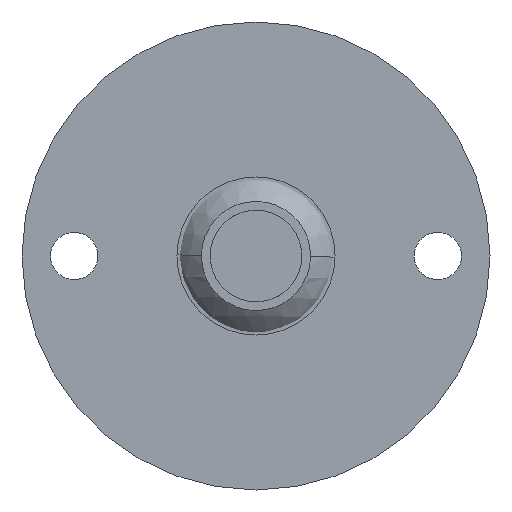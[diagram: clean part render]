
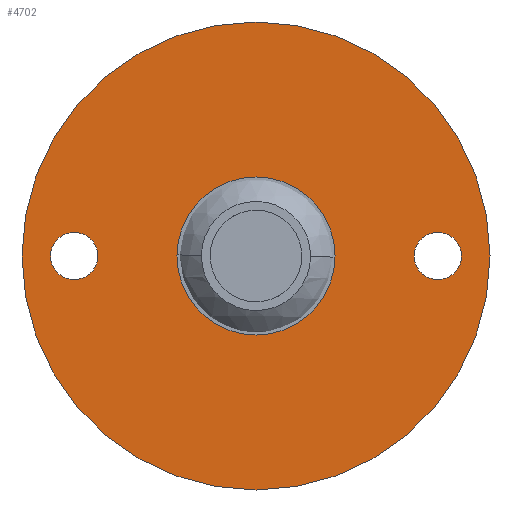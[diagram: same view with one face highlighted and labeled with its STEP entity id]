
A CAD part, front view. The second image highlights one B-rep face of the part: STEP entity #4702.
In plain terms, the highlighted planar face has unit normal (0, -1, 0).
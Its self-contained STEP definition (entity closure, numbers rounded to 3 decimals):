
#14 = ORIENTED_EDGE ( 'NONE', *, *, #5978, .F. ) ;
#452 = CARTESIAN_POINT ( 'NONE',  ( 11.5, 0., 1.5 ) ) ;
#1172 = DIRECTION ( 'NONE',  ( 0., -1., 0. ) ) ;
#1254 = EDGE_LOOP ( 'NONE', ( #14, #4703 ) ) ;
#1585 = EDGE_LOOP ( 'NONE', ( #6190, #8474 ) ) ;
#1659 = ORIENTED_EDGE ( 'NONE', *, *, #3760, .F. ) ;
#1678 = CARTESIAN_POINT ( 'NONE',  ( 11.5, 0., -1.5 ) ) ;
#1686 = EDGE_CURVE ( 'NONE', #5361, #4134, #7907, .T. ) ;
#1759 = EDGE_CURVE ( 'NONE', #4325, #2290, #3865, .T. ) ;
#1823 = CARTESIAN_POINT ( 'NONE',  ( -11.5, 0., -1.5 ) ) ;
#1863 = CARTESIAN_POINT ( 'NONE',  ( 0., 0., 14.8 ) ) ;
#1986 = ORIENTED_EDGE ( 'NONE', *, *, #5152, .F. ) ;
#1994 = DIRECTION ( 'NONE',  ( 0., 0., 1. ) ) ;
#2234 = FACE_BOUND ( 'NONE', #6469, .T. ) ;
#2290 = VERTEX_POINT ( 'NONE', #1823 ) ;
#2455 = CIRCLE ( 'NONE', #7959, 1.5 ) ;
#2769 = VERTEX_POINT ( 'NONE', #452 ) ;
#2858 = CIRCLE ( 'NONE', #4609, 14.8 ) ;
#2921 = CARTESIAN_POINT ( 'NONE',  ( -11.5, 0., 1.5 ) ) ;
#3059 = VERTEX_POINT ( 'NONE', #1678 ) ;
#3073 = AXIS2_PLACEMENT_3D ( 'NONE', #5674, #6350, #5740 ) ;
#3116 = CARTESIAN_POINT ( 'NONE',  ( 0., 0., 0. ) ) ;
#3157 = DIRECTION ( 'NONE',  ( 0., 0., -1. ) ) ;
#3578 = AXIS2_PLACEMENT_3D ( 'NONE', #5542, #1172, #1994 ) ;
#3583 = FACE_BOUND ( 'NONE', #1254, .T. ) ;
#3596 = DIRECTION ( 'NONE',  ( 0., -1., 0. ) ) ;
#3760 = EDGE_CURVE ( 'NONE', #2769, #3059, #4537, .T. ) ;
#3865 = CIRCLE ( 'NONE', #3578, 1.5 ) ;
#4110 = CARTESIAN_POINT ( 'NONE',  ( 0., 0., 0. ) ) ;
#4134 = VERTEX_POINT ( 'NONE', #6758 ) ;
#4224 = DIRECTION ( 'NONE',  ( 0., 0., -1. ) ) ;
#4325 = VERTEX_POINT ( 'NONE', #2921 ) ;
#4407 = AXIS2_PLACEMENT_3D ( 'NONE', #3116, #4686, #5394 ) ;
#4537 = CIRCLE ( 'NONE', #5701, 1.5 ) ;
#4609 = AXIS2_PLACEMENT_3D ( 'NONE', #8996, #6080, #3157 ) ;
#4686 = DIRECTION ( 'NONE',  ( 0., -1., 0. ) ) ;
#4702 = ADVANCED_FACE ( 'NONE', ( #8846, #3583, #5319, #2234 ), #8605, .T. ) ;
#4703 = ORIENTED_EDGE ( 'NONE', *, *, #1759, .F. ) ;
#4792 = CARTESIAN_POINT ( 'NONE',  ( 0., 0., -14.8 ) ) ;
#4869 = DIRECTION ( 'NONE',  ( 0., 0., -1. ) ) ;
#4979 = CIRCLE ( 'NONE', #4407, 5. ) ;
#5152 = EDGE_CURVE ( 'NONE', #3059, #2769, #2455, .T. ) ;
#5319 = FACE_OUTER_BOUND ( 'NONE', #1585, .T. ) ;
#5361 = VERTEX_POINT ( 'NONE', #6810 ) ;
#5394 = DIRECTION ( 'NONE',  ( 0., 0., -1. ) ) ;
#5500 = CARTESIAN_POINT ( 'NONE',  ( -11.5, 0., 0. ) ) ;
#5542 = CARTESIAN_POINT ( 'NONE',  ( -11.5, 0., 0. ) ) ;
#5562 = EDGE_CURVE ( 'NONE', #4134, #5361, #4979, .T. ) ;
#5674 = CARTESIAN_POINT ( 'NONE',  ( 0., 0., 0. ) ) ;
#5701 = AXIS2_PLACEMENT_3D ( 'NONE', #6367, #8549, #7001 ) ;
#5740 = DIRECTION ( 'NONE',  ( 0., 0., -1. ) ) ;
#5780 = CARTESIAN_POINT ( 'NONE',  ( 5., 0., 0. ) ) ;
#5978 = EDGE_CURVE ( 'NONE', #2290, #4325, #7468, .T. ) ;
#6080 = DIRECTION ( 'NONE',  ( 0., -1., 0. ) ) ;
#6132 = ORIENTED_EDGE ( 'NONE', *, *, #5562, .F. ) ;
#6190 = ORIENTED_EDGE ( 'NONE', *, *, #8170, .T. ) ;
#6343 = DIRECTION ( 'NONE',  ( 0., 0., -1. ) ) ;
#6350 = DIRECTION ( 'NONE',  ( 0., -1., 0. ) ) ;
#6367 = CARTESIAN_POINT ( 'NONE',  ( 11.5, 0., 0. ) ) ;
#6375 = DIRECTION ( 'NONE',  ( 0., -1., 0. ) ) ;
#6377 = AXIS2_PLACEMENT_3D ( 'NONE', #4110, #6375, #6343 ) ;
#6469 = EDGE_LOOP ( 'NONE', ( #8495, #6132 ) ) ;
#6758 = CARTESIAN_POINT ( 'NONE',  ( 0., 0., 5. ) ) ;
#6810 = CARTESIAN_POINT ( 'NONE',  ( 0., 0., -5. ) ) ;
#7001 = DIRECTION ( 'NONE',  ( 0., 0., -1. ) ) ;
#7468 = CIRCLE ( 'NONE', #8942, 1.5 ) ;
#7480 = EDGE_LOOP ( 'NONE', ( #1986, #1659 ) ) ;
#7633 = DIRECTION ( 'NONE',  ( 0., -1., 0. ) ) ;
#7667 = DIRECTION ( 'NONE',  ( 0., 0., 1. ) ) ;
#7828 = CARTESIAN_POINT ( 'NONE',  ( 11.5, 0., 0. ) ) ;
#7894 = AXIS2_PLACEMENT_3D ( 'NONE', #5780, #3596, #4224 ) ;
#7907 = CIRCLE ( 'NONE', #6377, 5. ) ;
#7959 = AXIS2_PLACEMENT_3D ( 'NONE', #7828, #8723, #4869 ) ;
#8170 = EDGE_CURVE ( 'NONE', #9368, #9332, #2858, .T. ) ;
#8474 = ORIENTED_EDGE ( 'NONE', *, *, #8881, .T. ) ;
#8495 = ORIENTED_EDGE ( 'NONE', *, *, #1686, .F. ) ;
#8549 = DIRECTION ( 'NONE',  ( 0., -1., 0. ) ) ;
#8605 = PLANE ( 'NONE',  #7894 ) ;
#8723 = DIRECTION ( 'NONE',  ( 0., -1., 0. ) ) ;
#8846 = FACE_BOUND ( 'NONE', #7480, .T. ) ;
#8881 = EDGE_CURVE ( 'NONE', #9332, #9368, #8917, .T. ) ;
#8917 = CIRCLE ( 'NONE', #3073, 14.8 ) ;
#8942 = AXIS2_PLACEMENT_3D ( 'NONE', #5500, #7633, #7667 ) ;
#8996 = CARTESIAN_POINT ( 'NONE',  ( 0., 0., 0. ) ) ;
#9332 = VERTEX_POINT ( 'NONE', #1863 ) ;
#9368 = VERTEX_POINT ( 'NONE', #4792 ) ;
